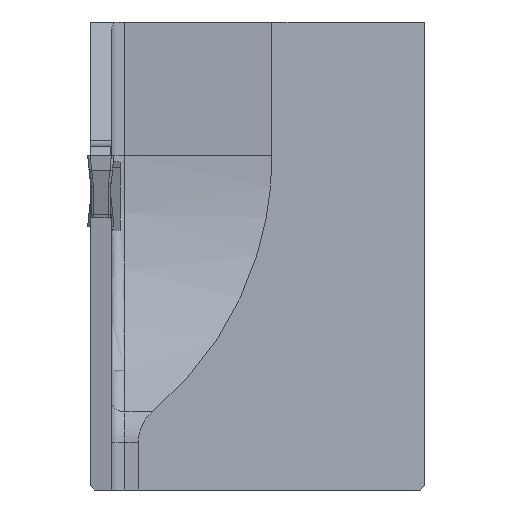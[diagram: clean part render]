
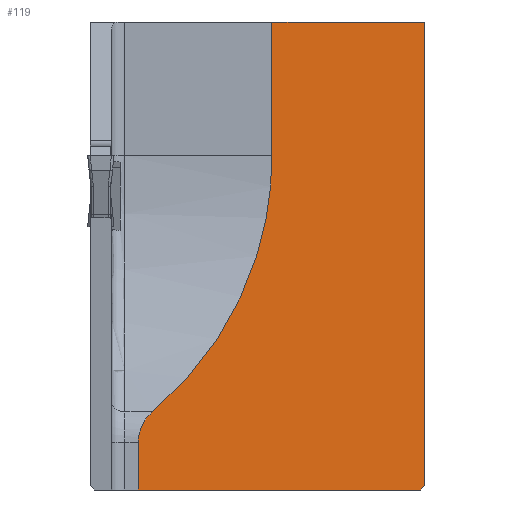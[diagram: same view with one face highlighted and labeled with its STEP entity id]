
A CAD part, left-side view. The second image highlights one B-rep face of the part: STEP entity #119.
In plain terms, the highlighted planar face has unit normal (-0.707, -0.707, 0).
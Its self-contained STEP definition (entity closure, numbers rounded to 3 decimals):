
#66=ELLIPSE('',#1255,4.243,3.);
#67=ELLIPSE('',#1258,35.355,25.);
#119=ADVANCED_FACE('',(#231),#178,.F.);
#178=PLANE('',#1273);
#231=FACE_OUTER_BOUND('',#297,.T.);
#297=EDGE_LOOP('',(#480,#481,#482,#483,#484,#485,#486,#487));
#480=ORIENTED_EDGE('',*,*,#869,.F.);
#481=ORIENTED_EDGE('',*,*,#867,.F.);
#482=ORIENTED_EDGE('',*,*,#864,.F.);
#483=ORIENTED_EDGE('',*,*,#871,.F.);
#484=ORIENTED_EDGE('',*,*,#849,.F.);
#485=ORIENTED_EDGE('',*,*,#838,.F.);
#486=ORIENTED_EDGE('',*,*,#843,.F.);
#487=ORIENTED_EDGE('',*,*,#828,.F.);
#719=VERTEX_POINT('',#1736);
#720=VERTEX_POINT('',#1738);
#725=VERTEX_POINT('',#1752);
#727=VERTEX_POINT('',#1756);
#735=VERTEX_POINT('',#1779);
#737=VERTEX_POINT('',#1801);
#740=VERTEX_POINT('',#1806);
#741=VERTEX_POINT('',#1810);
#828=EDGE_CURVE('',#719,#720,#992,.T.);
#838=EDGE_CURVE('',#727,#725,#1002,.T.);
#843=EDGE_CURVE('',#720,#727,#1006,.T.);
#849=EDGE_CURVE('',#725,#735,#1012,.T.);
#864=EDGE_CURVE('',#740,#737,#66,.T.);
#867=EDGE_CURVE('',#737,#741,#67,.T.);
#869=EDGE_CURVE('',#741,#719,#1027,.T.);
#871=EDGE_CURVE('',#735,#740,#1029,.T.);
#992=LINE('',#1737,#1119);
#1002=LINE('',#1757,#1129);
#1006=LINE('',#1766,#1133);
#1012=LINE('',#1778,#1139);
#1027=LINE('',#1816,#1154);
#1029=LINE('',#1819,#1156);
#1119=VECTOR('',#1377,1.);
#1129=VECTOR('',#1391,1.);
#1133=VECTOR('',#1399,1.);
#1139=VECTOR('',#1409,1.);
#1154=VECTOR('',#1454,1.);
#1156=VECTOR('',#1458,1.);
#1255=AXIS2_PLACEMENT_3D('',#1807,#1442,#1443);
#1258=AXIS2_PLACEMENT_3D('',#1813,#1449,#1450);
#1273=AXIS2_PLACEMENT_3D('',#1864,#1484,#1485);
#1377=DIRECTION('',(0.707,-0.707,0.));
#1391=DIRECTION('',(-0.577,0.577,-0.577));
#1399=DIRECTION('',(0.,0.,-1.));
#1409=DIRECTION('',(-0.707,0.707,0.));
#1442=DIRECTION('',(0.707,0.707,0.));
#1443=DIRECTION('',(-0.707,0.707,0.));
#1449=DIRECTION('',(-0.707,-0.707,0.));
#1450=DIRECTION('',(-0.707,0.707,0.));
#1454=DIRECTION('',(0.,0.,1.));
#1458=DIRECTION('',(0.,0.,1.));
#1484=DIRECTION('',(0.707,0.707,0.));
#1485=DIRECTION('',(0.707,-0.707,0.));
#1736=CARTESIAN_POINT('',(16.,-13.6,10.));
#1737=CARTESIAN_POINT('',(6.,-3.6,10.));
#1738=CARTESIAN_POINT('',(27.4,-25.,10.));
#1752=CARTESIAN_POINT('',(27.1,-24.7,-25.));
#1756=CARTESIAN_POINT('',(27.4,-25.,-24.7));
#1757=CARTESIAN_POINT('',(7.7,-5.3,-44.4));
#1766=CARTESIAN_POINT('',(27.4,-25.,-41.));
#1778=CARTESIAN_POINT('',(6.,-3.6,-25.));
#1779=CARTESIAN_POINT('',(6.,-3.6,-25.));
#1801=CARTESIAN_POINT('',(7.071,-4.671,-19.15));
#1806=CARTESIAN_POINT('',(6.,-3.6,-21.448));
#1807=CARTESIAN_POINT('',(9.,-6.6,-21.448));
#1810=CARTESIAN_POINT('',(16.,-13.6,0.));
#1813=CARTESIAN_POINT('',(-9.,11.4,0.));
#1816=CARTESIAN_POINT('',(16.,-13.6,-41.));
#1819=CARTESIAN_POINT('',(6.,-3.6,-41.));
#1864=CARTESIAN_POINT('',(6.,-3.6,-41.));
